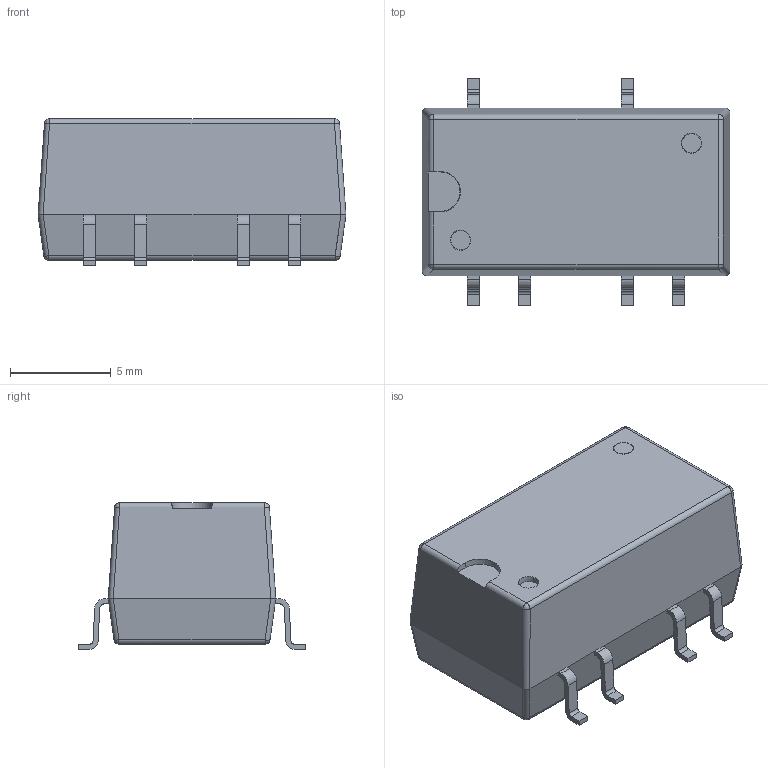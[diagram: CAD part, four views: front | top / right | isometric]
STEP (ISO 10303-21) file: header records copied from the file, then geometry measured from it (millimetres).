
FILE_DESCRIPTION (( 'STEP AP214' ), '1' );
FILE_NAME ('E_XT-1WAR2.STEP', '2021-04-04T13:52:23', ( '' ), ( '' ), 'SwSTEP 2.0', 'SolidWorks 2018', '' );
FILE_SCHEMA (( 'AUTOMOTIVE_DESIGN' ));
Length unit declared in the file: millimetre
Products named in the file (1): E_XT-1WAR2
Bounding box: 15.24 x 11.2 x 7.25 mm (x, y, z)
Volume: 833.3 mm3; surface area: 572.4 mm2
Topology: 1 solids, 1 shells, 133 faces, 337 edges, 198 vertices
Faces by surface type: plane 69, cylinder 49, bspline 8, cone 7
Entity records: 5061 total; most frequent: CARTESIAN_POINT 1357, ORIENTED_EDGE 654, DIRECTION 609, EDGE_CURVE 327, VECTOR 233, LINE 233, VERTEX_POINT 198, AXIS2_PLACEMENT_3D 188
